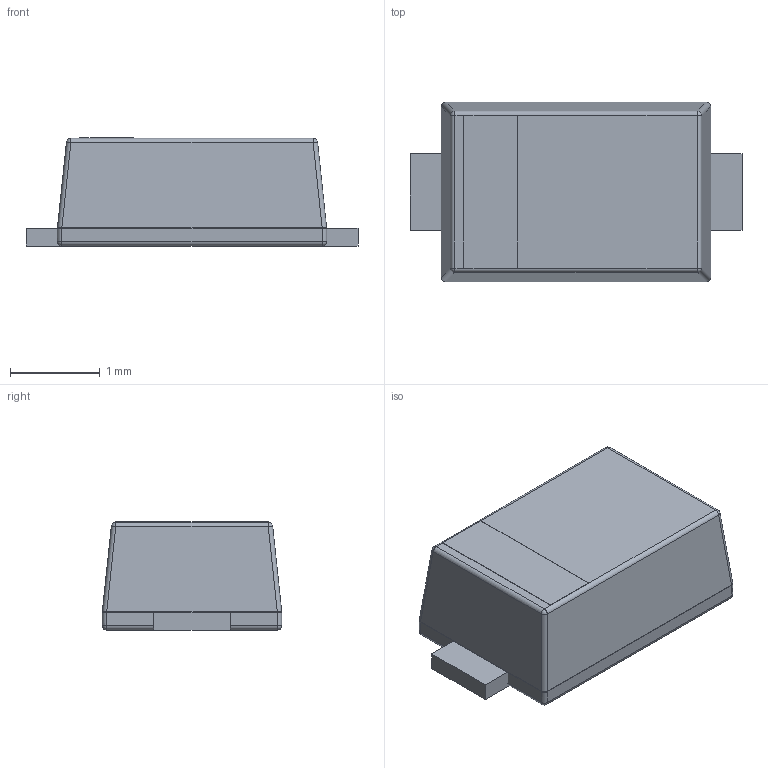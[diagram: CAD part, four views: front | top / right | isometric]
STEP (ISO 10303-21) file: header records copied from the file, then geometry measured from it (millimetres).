
FILE_DESCRIPTION(/* description */ (''),/* implementation_level */ '2;1');
FILE_NAME(/* name */ 'SOD123FL.step',/* time_stamp */ '2023-03-29T16:58:37+02:00',/* author */ (''),/* organization */ (''),/* preprocessor_version */ 'ST-DEVELOPER v19.2',/* originating_system */ 'Autodesk Translation Framework v11.17.0.187',/* authorisation */ '');
FILE_SCHEMA (('AUTOMOTIVE_DESIGN { 1 0 10303 214 3 1 1 }'));
Length unit declared in the file: millimetre
Products named in the file (5): SOD123FL; 8279795424; Body; Open CASCADE STEP translator 7.5 15.1.1; lead
Assembly tree (5 placements, depth 4):
  SOD123FL
    8279795424
      Body
        Open CASCADE STEP translator 7.5 15.1.1
      lead  x2
Bounding box: 3.7 x 2 x 1.21 mm (x, y, z)
Volume: 7 mm3; surface area: 26.2 mm2
Topology: 3 solids, 3 shells, 60 faces, 130 edges, 68 vertices
Faces by surface type: plane 28, cylinder 20, sphere 8, bspline 4
Entity records: 1990 total; most frequent: CARTESIAN_POINT 746, DIRECTION 250, ORIENTED_EDGE 220, EDGE_CURVE 110, AXIS2_PLACEMENT_3D 92, LINE 66, VECTOR 66, VERTEX_POINT 60
